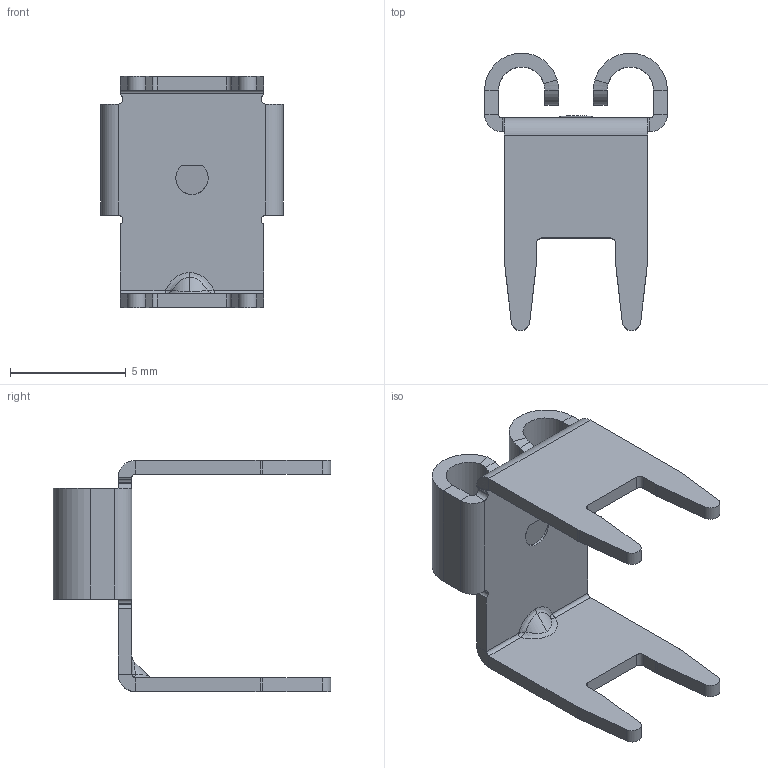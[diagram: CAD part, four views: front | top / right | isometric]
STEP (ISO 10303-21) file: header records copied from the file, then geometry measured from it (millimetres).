
FILE_DESCRIPTION (( 'STEP AP203' ), '1' );
FILE_NAME ('3867fk.STEP', '2011-09-28T08:47:38', ( ' ' ), ( ' ' ), 'SwSTEP 2.0', 'SolidWorks 2011', '' );
FILE_SCHEMA (( 'CONFIG_CONTROL_DESIGN' ));
Length unit declared in the file: millimetre
Products named in the file (1): 3867fk
Bounding box: 7.9 x 12 x 10 mm (x, y, z)
Volume: 118.2 mm3; surface area: 455.8 mm2
Topology: 1 solids, 1 shells, 123 faces, 299 edges, 178 vertices
Faces by surface type: plane 56, cylinder 50, bspline 17
Entity records: 3959 total; most frequent: CARTESIAN_POINT 1131, ORIENTED_EDGE 594, DIRECTION 555, EDGE_CURVE 297, AXIS2_PLACEMENT_3D 197, VERTEX_POINT 178, LINE 161, VECTOR 161
